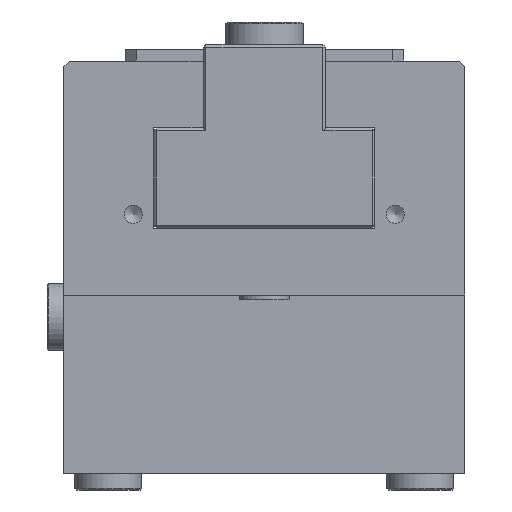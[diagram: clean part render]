
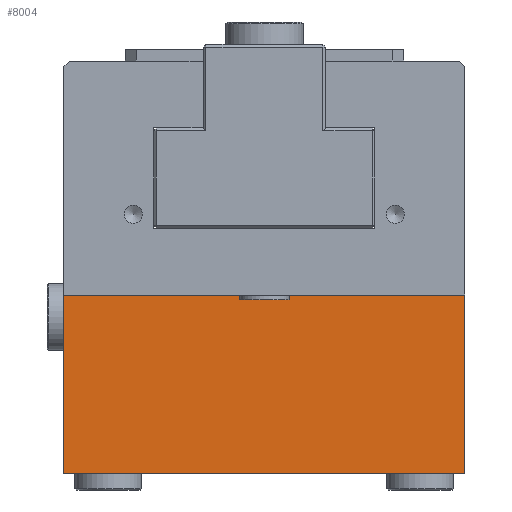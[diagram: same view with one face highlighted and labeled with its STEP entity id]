
A CAD part, left-side view. The second image highlights one B-rep face of the part: STEP entity #8004.
In plain terms, the highlighted planar face has unit normal (-1, 0, 0).
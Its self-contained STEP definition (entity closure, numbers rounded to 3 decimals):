
#1173=FACE_OUTER_BOUND('',#1655,.T.);
#1655=EDGE_LOOP('',(#6184,#6185,#6186,#6187));
#2021=LINE('',#11823,#2691);
#2207=LINE('',#13059,#2877);
#2208=LINE('',#13062,#2878);
#2209=LINE('',#13063,#2879);
#2691=VECTOR('',#9455,10.);
#2877=VECTOR('',#10371,10.);
#2878=VECTOR('',#10374,10.);
#2879=VECTOR('',#10375,10.);
#3371=VERTEX_POINT('',#11820);
#3372=VERTEX_POINT('',#11822);
#3675=VERTEX_POINT('',#13057);
#3676=VERTEX_POINT('',#13061);
#4185=EDGE_CURVE('',#3371,#3372,#2021,.T.);
#4601=EDGE_CURVE('',#3371,#3675,#2207,.T.);
#4602=EDGE_CURVE('',#3676,#3675,#2208,.T.);
#4603=EDGE_CURVE('',#3372,#3676,#2209,.T.);
#6184=ORIENTED_EDGE('',*,*,#4602,.F.);
#6185=ORIENTED_EDGE('',*,*,#4603,.F.);
#6186=ORIENTED_EDGE('',*,*,#4185,.F.);
#6187=ORIENTED_EDGE('',*,*,#4601,.T.);
#7692=PLANE('',#8924);
#8004=ADVANCED_FACE('',(#1173),#7692,.F.);
#8924=AXIS2_PLACEMENT_3D('',#13060,#10372,#10373);
#9455=DIRECTION('',(0.,0.,-1.));
#10371=DIRECTION('',(0.,1.,0.));
#10372=DIRECTION('center_axis',(1.,0.,0.));
#10373=DIRECTION('ref_axis',(0.,0.,-1.));
#10374=DIRECTION('',(0.,0.,1.));
#10375=DIRECTION('',(0.,1.,0.));
#11820=CARTESIAN_POINT('',(-62.5,-36.,-5.));
#11822=CARTESIAN_POINT('',(-62.5,-36.,-37.));
#11823=CARTESIAN_POINT('',(-62.5,-36.,-2.5));
#13057=CARTESIAN_POINT('',(-62.5,36.,-5.));
#13059=CARTESIAN_POINT('',(-62.5,0.,-5.));
#13060=CARTESIAN_POINT('Origin',(-62.5,0.,-5.));
#13061=CARTESIAN_POINT('',(-62.5,36.,-37.));
#13062=CARTESIAN_POINT('',(-62.5,36.,-2.5));
#13063=CARTESIAN_POINT('',(-62.5,0.,-37.));
